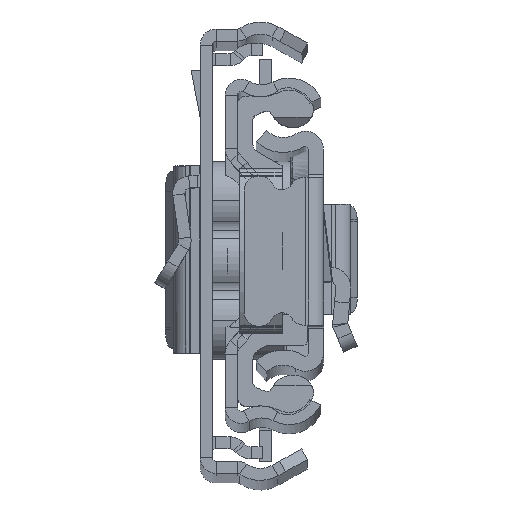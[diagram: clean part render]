
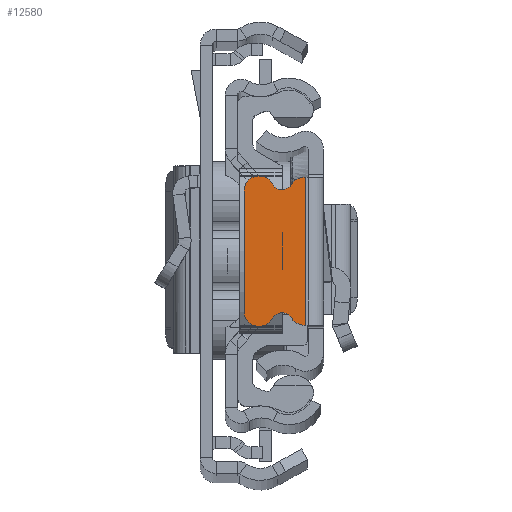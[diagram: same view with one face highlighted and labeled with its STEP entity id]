
A CAD part, top view. The second image highlights one B-rep face of the part: STEP entity #12580.
In plain terms, the highlighted planar face has unit normal (0, 0, 1).
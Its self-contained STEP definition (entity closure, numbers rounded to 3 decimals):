
#113 = VERTEX_POINT ( 'NONE', #2339 ) ;
#174 = PLANE ( 'NONE',  #25120 ) ;
#434 = DIRECTION ( 'NONE',  ( 0., -1., 0. ) ) ;
#558 = DIRECTION ( 'NONE',  ( 0., 0., -1. ) ) ;
#705 = VECTOR ( 'NONE', #25645, 1000. ) ;
#1167 = CARTESIAN_POINT ( 'NONE',  ( -4.142, -7.236, 0. ) ) ;
#2046 = CARTESIAN_POINT ( 'NONE',  ( -1.75, 0., 0. ) ) ;
#2160 = ORIENTED_EDGE ( 'NONE', *, *, #4866, .T. ) ;
#2177 = EDGE_CURVE ( 'NONE', #10229, #17082, #22174, .T. ) ;
#2339 = CARTESIAN_POINT ( 'NONE',  ( -1.75, 7.37, 0. ) ) ;
#2687 = ORIENTED_EDGE ( 'NONE', *, *, #25888, .T. ) ;
#2948 = DIRECTION ( 'NONE',  ( -1., 0., 0. ) ) ;
#3581 = VERTEX_POINT ( 'NONE', #20618 ) ;
#3790 = DIRECTION ( 'NONE',  ( -1., 0., 0. ) ) ;
#3799 = AXIS2_PLACEMENT_3D ( 'NONE', #25658, #7179, #25528 ) ;
#4866 = EDGE_CURVE ( 'NONE', #17069, #24437, #19437, .T. ) ;
#4943 = LINE ( 'NONE', #23172, #8400 ) ;
#5109 = CARTESIAN_POINT ( 'NONE',  ( -4.142, 7.236, 0. ) ) ;
#5402 = CARTESIAN_POINT ( 'NONE',  ( -3.206, 6.658, 0. ) ) ;
#5587 = ORIENTED_EDGE ( 'NONE', *, *, #14991, .T. ) ;
#5661 = ORIENTED_EDGE ( 'NONE', *, *, #15899, .F. ) ;
#6142 = CIRCLE ( 'NONE', #20353, 1.1 ) ;
#6357 = CIRCLE ( 'NONE', #17107, 1.5 ) ;
#6419 = CARTESIAN_POINT ( 'NONE',  ( -1.929, 5.87, 0. ) ) ;
#6546 = DIRECTION ( 'NONE',  ( -1., 0., 0. ) ) ;
#6871 = EDGE_CURVE ( 'NONE', #9410, #10229, #6357, .T. ) ;
#7179 = DIRECTION ( 'NONE',  ( 0., 0., 1. ) ) ;
#7491 = ORIENTED_EDGE ( 'NONE', *, *, #18492, .F. ) ;
#7874 = LINE ( 'NONE', #12060, #14519 ) ;
#7944 = DIRECTION ( 'NONE',  ( 0., 0., 1. ) ) ;
#7961 = AXIS2_PLACEMENT_3D ( 'NONE', #5109, #558, #21034 ) ;
#8126 = CIRCLE ( 'NONE', #3799, 1.5 ) ;
#8214 = ORIENTED_EDGE ( 'NONE', *, *, #2177, .T. ) ;
#8400 = VECTOR ( 'NONE', #2948, 1000. ) ;
#9383 = DIRECTION ( 'NONE',  ( 0., 0., -1. ) ) ;
#9410 = VERTEX_POINT ( 'NONE', #16698 ) ;
#9717 = CARTESIAN_POINT ( 'NONE',  ( -7.929, 6., 0. ) ) ;
#9860 = VECTOR ( 'NONE', #434, 1000. ) ;
#10229 = VERTEX_POINT ( 'NONE', #5402 ) ;
#10699 = ORIENTED_EDGE ( 'NONE', *, *, #17682, .F. ) ;
#11416 = VERTEX_POINT ( 'NONE', #15401 ) ;
#12060 = CARTESIAN_POINT ( 'NONE',  ( -1.929, 7.37, 0. ) ) ;
#12165 = DIRECTION ( 'NONE',  ( 0., 0., 1. ) ) ;
#12299 = DIRECTION ( 'NONE',  ( 1., 0., 0. ) ) ;
#12351 = EDGE_LOOP ( 'NONE', ( #5661, #7491, #25717, #8214, #16467, #2160, #15713, #5587, #2687, #10699 ) ) ;
#12580 = ADVANCED_FACE ( 'NONE', ( #19976 ), #174, .T. ) ;
#14519 = VECTOR ( 'NONE', #16094, 1000. ) ;
#14991 = EDGE_CURVE ( 'NONE', #22031, #11416, #6142, .T. ) ;
#15016 = CARTESIAN_POINT ( 'NONE',  ( -1.929, -7.37, 0. ) ) ;
#15401 = CARTESIAN_POINT ( 'NONE',  ( -3.206, -6.658, 0. ) ) ;
#15626 = DIRECTION ( 'NONE',  ( 1., 0., 0. ) ) ;
#15643 = CARTESIAN_POINT ( 'NONE',  ( -7.929, -6., 0. ) ) ;
#15713 = ORIENTED_EDGE ( 'NONE', *, *, #26374, .T. ) ;
#15899 = EDGE_CURVE ( 'NONE', #113, #3581, #25091, .T. ) ;
#16060 = AXIS2_PLACEMENT_3D ( 'NONE', #17914, #7944, #15626 ) ;
#16063 = CARTESIAN_POINT ( 'NONE',  ( -6.429, 6., 0. ) ) ;
#16094 = DIRECTION ( 'NONE',  ( 1., 0., 0. ) ) ;
#16351 = CARTESIAN_POINT ( 'NONE',  ( -7.929, -6., 0. ) ) ;
#16467 = ORIENTED_EDGE ( 'NONE', *, *, #18131, .T. ) ;
#16671 = AXIS2_PLACEMENT_3D ( 'NONE', #16063, #18353, #3790 ) ;
#16698 = CARTESIAN_POINT ( 'NONE',  ( -1.929, 7.37, 0. ) ) ;
#17069 = VERTEX_POINT ( 'NONE', #9717 ) ;
#17082 = VERTEX_POINT ( 'NONE', #17943 ) ;
#17107 = AXIS2_PLACEMENT_3D ( 'NONE', #6419, #18680, #6546 ) ;
#17610 = DIRECTION ( 'NONE',  ( -1., 0., 0. ) ) ;
#17682 = EDGE_CURVE ( 'NONE', #3581, #24191, #4943, .T. ) ;
#17914 = CARTESIAN_POINT ( 'NONE',  ( -6.429, -6., 0. ) ) ;
#17943 = CARTESIAN_POINT ( 'NONE',  ( -5.109, 6.713, 0. ) ) ;
#18131 = EDGE_CURVE ( 'NONE', #17082, #17069, #23137, .T. ) ;
#18353 = DIRECTION ( 'NONE',  ( 0., 0., 1. ) ) ;
#18492 = EDGE_CURVE ( 'NONE', #9410, #113, #7874, .T. ) ;
#18628 = CARTESIAN_POINT ( 'NONE',  ( 544.071, 0., 0. ) ) ;
#18680 = DIRECTION ( 'NONE',  ( 0., 0., 1. ) ) ;
#19437 = LINE ( 'NONE', #15643, #705 ) ;
#19464 = CARTESIAN_POINT ( 'NONE',  ( -5.109, -6.713, 0. ) ) ;
#19976 = FACE_OUTER_BOUND ( 'NONE', #12351, .T. ) ;
#20353 = AXIS2_PLACEMENT_3D ( 'NONE', #1167, #9383, #17610 ) ;
#20618 = CARTESIAN_POINT ( 'NONE',  ( -1.75, -7.37, 0. ) ) ;
#21034 = DIRECTION ( 'NONE',  ( 1., 0., 0. ) ) ;
#22031 = VERTEX_POINT ( 'NONE', #19464 ) ;
#22174 = CIRCLE ( 'NONE', #7961, 1.1 ) ;
#23137 = CIRCLE ( 'NONE', #16671, 1.5 ) ;
#23172 = CARTESIAN_POINT ( 'NONE',  ( -1.929, -7.37, 0. ) ) ;
#24191 = VERTEX_POINT ( 'NONE', #15016 ) ;
#24437 = VERTEX_POINT ( 'NONE', #16351 ) ;
#25091 = LINE ( 'NONE', #2046, #9860 ) ;
#25120 = AXIS2_PLACEMENT_3D ( 'NONE', #18628, #12165, #12299 ) ;
#25528 = DIRECTION ( 'NONE',  ( 1., 0., 0. ) ) ;
#25645 = DIRECTION ( 'NONE',  ( 0., -1., 0. ) ) ;
#25658 = CARTESIAN_POINT ( 'NONE',  ( -1.929, -5.87, 0. ) ) ;
#25717 = ORIENTED_EDGE ( 'NONE', *, *, #6871, .T. ) ;
#25888 = EDGE_CURVE ( 'NONE', #11416, #24191, #8126, .T. ) ;
#26374 = EDGE_CURVE ( 'NONE', #24437, #22031, #26420, .T. ) ;
#26420 = CIRCLE ( 'NONE', #16060, 1.5 ) ;
